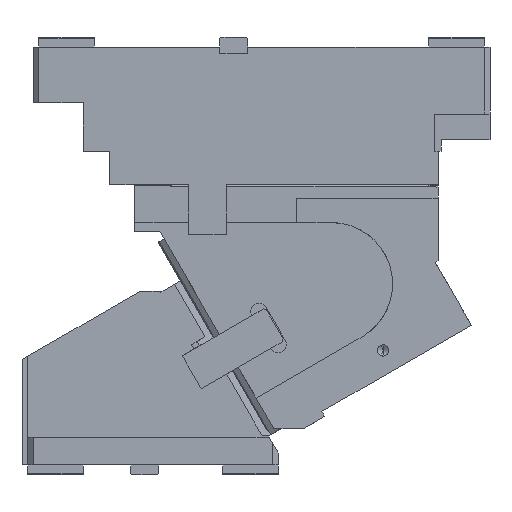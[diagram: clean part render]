
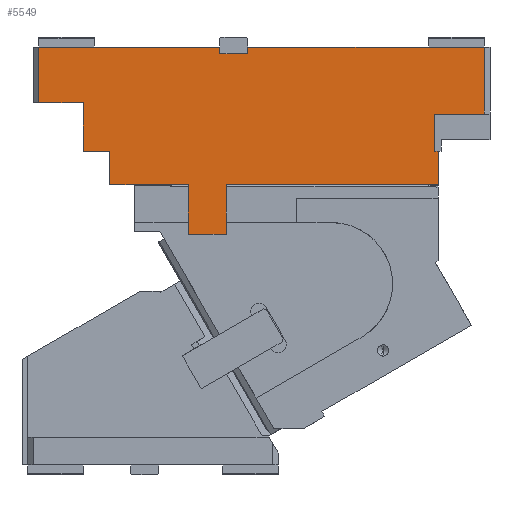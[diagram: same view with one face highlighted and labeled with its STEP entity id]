
A CAD part, front view. The second image highlights one B-rep face of the part: STEP entity #5549.
In plain terms, the highlighted planar face has unit normal (0, -1, 0).
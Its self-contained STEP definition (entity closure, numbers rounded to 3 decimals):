
#1280=CARTESIAN_POINT('Vertex',(5.,-150.,0.)) ;
#1283=CARTESIAN_POINT('Line Origine',(86.25,-150.,0.)) ;
#1287=CARTESIAN_POINT('Vertex',(167.5,-150.,0.)) ;
#3119=CARTESIAN_POINT('Line Origine',(156.35,-150.,-167.99)) ;
#3123=CARTESIAN_POINT('Vertex',(173.35,-150.,-167.99)) ;
#3125=CARTESIAN_POINT('Vertex',(139.35,-150.,-167.99)) ;
#3263=CARTESIAN_POINT('Vertex',(5.,-150.,-50.)) ;
#3266=CARTESIAN_POINT('Line Origine',(5.,-150.,-25.)) ;
#3287=CARTESIAN_POINT('Vertex',(45.,-150.,-50.)) ;
#3290=CARTESIAN_POINT('Line Origine',(25.,-150.,-50.)) ;
#3534=CARTESIAN_POINT('Line Origine',(139.35,-150.,-145.74)) ;
#3538=CARTESIAN_POINT('Vertex',(139.35,-150.,-123.49)) ;
#3637=CARTESIAN_POINT('Vertex',(173.35,-150.,-123.49)) ;
#3640=CARTESIAN_POINT('Line Origine',(173.35,-150.,-145.74)) ;
#4123=CARTESIAN_POINT('Vertex',(45.,-150.,-93.49)) ;
#4126=CARTESIAN_POINT('Line Origine',(45.,-150.,-71.745)) ;
#4144=CARTESIAN_POINT('Vertex',(68.85,-150.,-93.49)) ;
#4147=CARTESIAN_POINT('Line Origine',(56.925,-150.,-93.49)) ;
#4792=CARTESIAN_POINT('Vertex',(360.27,-150.,-93.49)) ;
#4795=CARTESIAN_POINT('Line Origine',(362.06,-150.,-93.49)) ;
#4799=CARTESIAN_POINT('Vertex',(363.85,-150.,-93.49)) ;
#4825=CARTESIAN_POINT('Line Origine',(405.,-150.,-30.05)) ;
#4829=CARTESIAN_POINT('Vertex',(405.,-150.,-60.1)) ;
#4831=CARTESIAN_POINT('Vertex',(405.,-150.,0.)) ;
#5066=CARTESIAN_POINT('Line Origine',(382.635,-150.,-60.1)) ;
#5070=CARTESIAN_POINT('Vertex',(360.27,-150.,-60.1)) ;
#5095=CARTESIAN_POINT('Line Origine',(360.27,-150.,-76.795)) ;
#5172=CARTESIAN_POINT('Vertex',(192.5,-150.,0.)) ;
#5175=CARTESIAN_POINT('Line Origine',(298.75,-150.,0.)) ;
#5447=CARTESIAN_POINT('Line Origine',(167.5,-150.,-3.)) ;
#5451=CARTESIAN_POINT('Vertex',(167.5,-150.,-6.)) ;
#5475=CARTESIAN_POINT('Vertex',(192.5,-150.,-6.)) ;
#5478=CARTESIAN_POINT('Line Origine',(180.,-150.,-6.)) ;
#5490=CARTESIAN_POINT('Axis2P3D Location',(68.85,-150.,-93.49)) ;
#5496=CARTESIAN_POINT('Control Point',(68.85,-150.,-123.49)) ;
#5497=CARTESIAN_POINT('Control Point',(68.85,-150.,-93.49)) ;
#5498=CARTESIAN_POINT('Vertex',(68.85,-150.,-123.49)) ;
#5502=CARTESIAN_POINT('Control Point',(116.85,-150.,-123.49)) ;
#5503=CARTESIAN_POINT('Control Point',(68.85,-150.,-123.49)) ;
#5504=CARTESIAN_POINT('Vertex',(116.85,-150.,-123.49)) ;
#5508=CARTESIAN_POINT('Control Point',(139.35,-150.,-123.49)) ;
#5509=CARTESIAN_POINT('Control Point',(116.85,-150.,-123.49)) ;
#5512=CARTESIAN_POINT('Control Point',(363.85,-150.,-123.49)) ;
#5513=CARTESIAN_POINT('Control Point',(173.35,-150.,-123.49)) ;
#5514=CARTESIAN_POINT('Vertex',(363.85,-150.,-123.49)) ;
#5518=CARTESIAN_POINT('Control Point',(363.85,-150.,-93.49)) ;
#5519=CARTESIAN_POINT('Control Point',(363.85,-150.,-123.49)) ;
#5521=CARTESIAN_POINT('Line Origine',(192.5,-150.,-3.)) ;
#1284=DIRECTION('Vector Direction',(1.,0.,0.)) ;
#3120=DIRECTION('Vector Direction',(-1.,0.,0.)) ;
#3267=DIRECTION('Vector Direction',(0.,0.,-1.)) ;
#3291=DIRECTION('Vector Direction',(1.,0.,0.)) ;
#3535=DIRECTION('Vector Direction',(0.,0.,-1.)) ;
#3641=DIRECTION('Vector Direction',(0.,0.,-1.)) ;
#4127=DIRECTION('Vector Direction',(0.,0.,-1.)) ;
#4148=DIRECTION('Vector Direction',(-1.,0.,0.)) ;
#4796=DIRECTION('Vector Direction',(1.,0.,0.)) ;
#4826=DIRECTION('Vector Direction',(0.,0.,1.)) ;
#5067=DIRECTION('Vector Direction',(1.,0.,0.)) ;
#5096=DIRECTION('Vector Direction',(0.,0.,1.)) ;
#5176=DIRECTION('Vector Direction',(1.,0.,0.)) ;
#5448=DIRECTION('Vector Direction',(0.,0.,-1.)) ;
#5479=DIRECTION('Vector Direction',(-1.,0.,0.)) ;
#5491=DIRECTION('Axis2P3D Direction',(0.,1.,0.)) ;
#5492=DIRECTION('Axis2P3D XDirection',(0.,0.,-1.)) ;
#5522=DIRECTION('Vector Direction',(0.,0.,1.)) ;
#5493=AXIS2_PLACEMENT_3D('Plane Axis2P3D',#5490,#5491,#5492) ;
#5527=ORIENTED_EDGE('',*,*,#5482,.T.) ;
#5528=ORIENTED_EDGE('',*,*,#5453,.F.) ;
#5529=ORIENTED_EDGE('',*,*,#1289,.F.) ;
#5530=ORIENTED_EDGE('',*,*,#3270,.T.) ;
#5531=ORIENTED_EDGE('',*,*,#3294,.T.) ;
#5532=ORIENTED_EDGE('',*,*,#4130,.T.) ;
#5533=ORIENTED_EDGE('',*,*,#4151,.F.) ;
#5534=ORIENTED_EDGE('',*,*,#5500,.T.) ;
#5535=ORIENTED_EDGE('',*,*,#5506,.T.) ;
#5536=ORIENTED_EDGE('',*,*,#5510,.T.) ;
#5537=ORIENTED_EDGE('',*,*,#3540,.T.) ;
#5538=ORIENTED_EDGE('',*,*,#3127,.F.) ;
#5539=ORIENTED_EDGE('',*,*,#3644,.F.) ;
#5540=ORIENTED_EDGE('',*,*,#5516,.T.) ;
#5541=ORIENTED_EDGE('',*,*,#5520,.T.) ;
#5542=ORIENTED_EDGE('',*,*,#4801,.T.) ;
#5543=ORIENTED_EDGE('',*,*,#5099,.T.) ;
#5544=ORIENTED_EDGE('',*,*,#5072,.T.) ;
#5545=ORIENTED_EDGE('',*,*,#4833,.T.) ;
#5546=ORIENTED_EDGE('',*,*,#5179,.F.) ;
#5547=ORIENTED_EDGE('',*,*,#5525,.F.) ;
#1285=VECTOR('Line Direction',#1284,1.) ;
#3121=VECTOR('Line Direction',#3120,1.) ;
#3268=VECTOR('Line Direction',#3267,1.) ;
#3292=VECTOR('Line Direction',#3291,1.) ;
#3536=VECTOR('Line Direction',#3535,1.) ;
#3642=VECTOR('Line Direction',#3641,1.) ;
#4128=VECTOR('Line Direction',#4127,1.) ;
#4149=VECTOR('Line Direction',#4148,1.) ;
#4797=VECTOR('Line Direction',#4796,1.) ;
#4827=VECTOR('Line Direction',#4826,1.) ;
#5068=VECTOR('Line Direction',#5067,1.) ;
#5097=VECTOR('Line Direction',#5096,1.) ;
#5177=VECTOR('Line Direction',#5176,1.) ;
#5449=VECTOR('Line Direction',#5448,1.) ;
#5480=VECTOR('Line Direction',#5479,1.) ;
#5523=VECTOR('Line Direction',#5522,1.) ;
#5549=ADVANCED_FACE('CAM HOLDER',(#5548),#5494,.F.) ;
#5495=B_SPLINE_CURVE_WITH_KNOTS('',1,(#5496,#5497),.UNSPECIFIED.,.F.,.U.,(2,2),(0.,30.),.UNSPECIFIED.) ;
#5501=B_SPLINE_CURVE_WITH_KNOTS('',1,(#5502,#5503),.UNSPECIFIED.,.F.,.U.,(2,2),(247.,295.),.UNSPECIFIED.) ;
#5507=B_SPLINE_CURVE_WITH_KNOTS('',1,(#5508,#5509),.UNSPECIFIED.,.F.,.U.,(2,2),(224.5,247.),.UNSPECIFIED.) ;
#5511=B_SPLINE_CURVE_WITH_KNOTS('',1,(#5512,#5513),.UNSPECIFIED.,.F.,.U.,(2,2),(0.,190.5),.UNSPECIFIED.) ;
#5517=B_SPLINE_CURVE_WITH_KNOTS('',1,(#5518,#5519),.UNSPECIFIED.,.F.,.U.,(2,2),(0.,30.),.UNSPECIFIED.) ;
#1289=EDGE_CURVE('',#1281,#1288,#1286,.T.) ;
#3127=EDGE_CURVE('',#3124,#3126,#3122,.T.) ;
#3270=EDGE_CURVE('',#1281,#3264,#3269,.T.) ;
#3294=EDGE_CURVE('',#3264,#3288,#3293,.T.) ;
#3540=EDGE_CURVE('',#3539,#3126,#3537,.T.) ;
#3644=EDGE_CURVE('',#3638,#3124,#3643,.T.) ;
#4130=EDGE_CURVE('',#3288,#4124,#4129,.T.) ;
#4151=EDGE_CURVE('',#4145,#4124,#4150,.T.) ;
#4801=EDGE_CURVE('',#4800,#4793,#4798,.F.) ;
#4833=EDGE_CURVE('',#4830,#4832,#4828,.T.) ;
#5072=EDGE_CURVE('',#5071,#4830,#5069,.T.) ;
#5099=EDGE_CURVE('',#4793,#5071,#5098,.T.) ;
#5179=EDGE_CURVE('',#5173,#4832,#5178,.T.) ;
#5453=EDGE_CURVE('',#1288,#5452,#5450,.T.) ;
#5482=EDGE_CURVE('',#5476,#5452,#5481,.T.) ;
#5500=EDGE_CURVE('',#4145,#5499,#5495,.F.) ;
#5506=EDGE_CURVE('',#5499,#5505,#5501,.F.) ;
#5510=EDGE_CURVE('',#5505,#3539,#5507,.F.) ;
#5516=EDGE_CURVE('',#3638,#5515,#5511,.F.) ;
#5520=EDGE_CURVE('',#5515,#4800,#5517,.F.) ;
#5525=EDGE_CURVE('',#5476,#5173,#5524,.T.) ;
#5526=EDGE_LOOP('',(#5527,#5528,#5529,#5530,#5531,#5532,#5533,#5534,#5535,#5536,#5537,#5538,#5539,#5540,#5541,#5542,#5543,#5544,#5545,#5546,#5547)) ;
#5548=FACE_OUTER_BOUND('',#5526,.T.) ;
#1286=LINE('Line',#1283,#1285) ;
#3122=LINE('Line',#3119,#3121) ;
#3269=LINE('Line',#3266,#3268) ;
#3293=LINE('Line',#3290,#3292) ;
#3537=LINE('Line',#3534,#3536) ;
#3643=LINE('Line',#3640,#3642) ;
#4129=LINE('Line',#4126,#4128) ;
#4150=LINE('Line',#4147,#4149) ;
#4798=LINE('Line',#4795,#4797) ;
#4828=LINE('Line',#4825,#4827) ;
#5069=LINE('Line',#5066,#5068) ;
#5098=LINE('Line',#5095,#5097) ;
#5178=LINE('Line',#5175,#5177) ;
#5450=LINE('Line',#5447,#5449) ;
#5481=LINE('Line',#5478,#5480) ;
#5524=LINE('Line',#5521,#5523) ;
#5494=PLANE('Plane',#5493) ;
#1281=VERTEX_POINT('',#1280) ;
#1288=VERTEX_POINT('',#1287) ;
#3124=VERTEX_POINT('',#3123) ;
#3126=VERTEX_POINT('',#3125) ;
#3264=VERTEX_POINT('',#3263) ;
#3288=VERTEX_POINT('',#3287) ;
#3539=VERTEX_POINT('',#3538) ;
#3638=VERTEX_POINT('',#3637) ;
#4124=VERTEX_POINT('',#4123) ;
#4145=VERTEX_POINT('',#4144) ;
#4793=VERTEX_POINT('',#4792) ;
#4800=VERTEX_POINT('',#4799) ;
#4830=VERTEX_POINT('',#4829) ;
#4832=VERTEX_POINT('',#4831) ;
#5071=VERTEX_POINT('',#5070) ;
#5173=VERTEX_POINT('',#5172) ;
#5452=VERTEX_POINT('',#5451) ;
#5476=VERTEX_POINT('',#5475) ;
#5499=VERTEX_POINT('',#5498) ;
#5505=VERTEX_POINT('',#5504) ;
#5515=VERTEX_POINT('',#5514) ;
